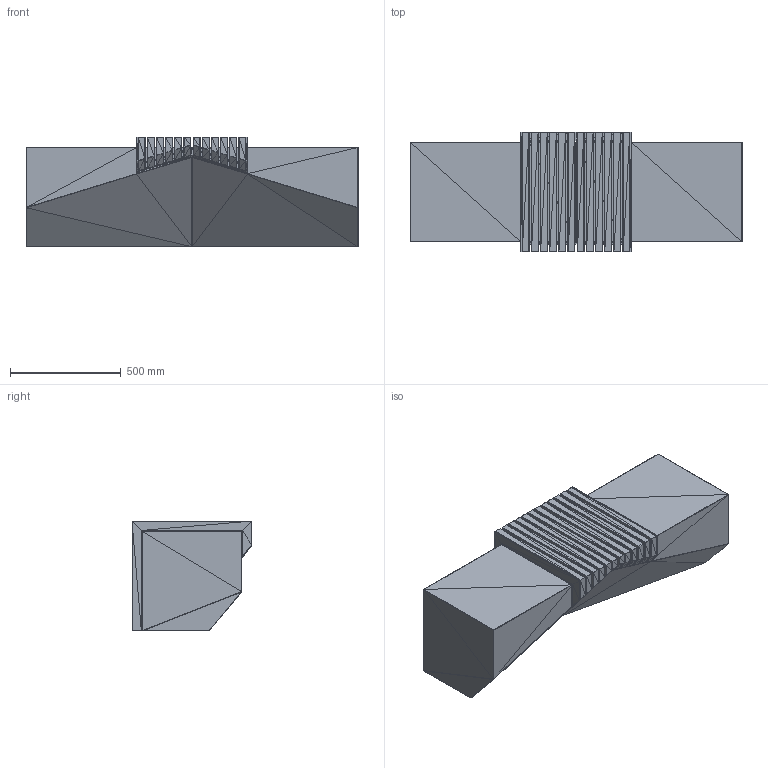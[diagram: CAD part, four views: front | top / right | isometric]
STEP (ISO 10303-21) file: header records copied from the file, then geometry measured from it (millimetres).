
FILE_DESCRIPTION(/* description */ (''),/* implementation_level */ '2;1');
FILE_NAME(/* name */ 'CLV02-B_UAP_CLEAVE_TimberB_3D',/* time_stamp */ '2018-01-23T13:59:42-05:00',/* author */ (''),/* organization */ (''),/* preprocessor_version */ 'ST-DEVELOPER v15',/* originating_system */ '',/* authorisation */ '');
FILE_SCHEMA (('AUTOMOTIVE_DESIGN'));
Products named in the file (1): Document
Bounding box: 1500.82 x 542.25 x 496 mm (x, y, z)
Volume: 267646491.8 mm3; surface area: 5043038.8 mm2
Topology: 14 solids, 14 shells, 5676 faces, 8514 edges, 2864 vertices
Faces by surface type: bspline 5094, plane 582
Entity records: 101817 total; most frequent: CARTESIAN_POINT 40852, ORIENTED_EDGE 17028, EDGE_CURVE 8514, B_SPLINE_CURVE_WITH_KNOTS 8514, ADVANCED_FACE 5676, FACE_OUTER_BOUND 5676, EDGE_LOOP 5676, B_SPLINE_SURFACE_WITH_KNOTS 5094
